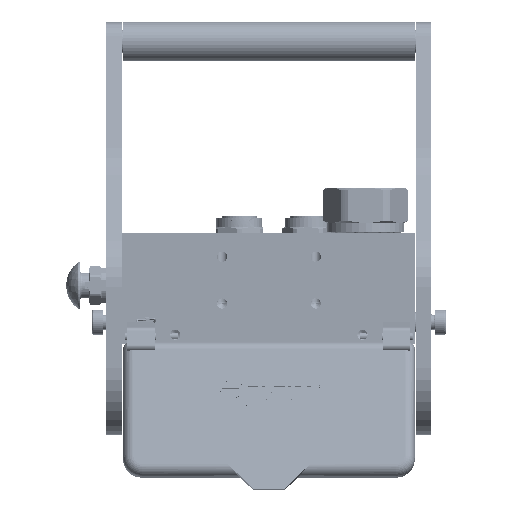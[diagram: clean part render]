
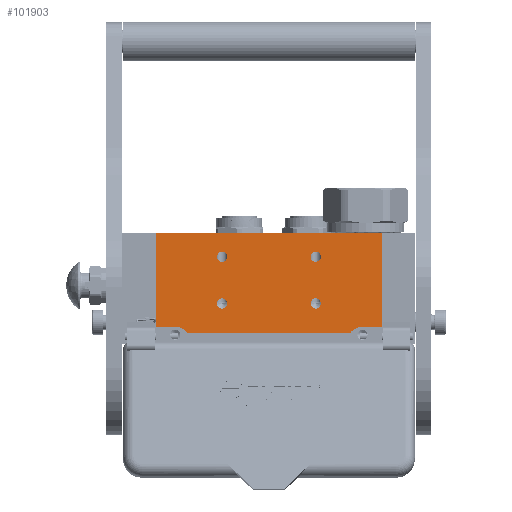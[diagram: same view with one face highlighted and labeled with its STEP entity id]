
A CAD part, left-side view. The second image highlights one B-rep face of the part: STEP entity #101903.
In plain terms, the highlighted face is planar.
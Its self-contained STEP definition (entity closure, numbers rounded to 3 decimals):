
#947 = EDGE_CURVE ( 'NONE', #51191, #122521, #60665, .T. ) ;
#1957 = DIRECTION ( 'NONE',  ( -1., 0., 0. ) ) ;
#2043 = CARTESIAN_POINT ( 'NONE',  ( 64., 15., -108. ) ) ;
#2046 = DIRECTION ( 'NONE',  ( 0., 1., 0. ) ) ;
#4161 = EDGE_CURVE ( 'NONE', #88356, #85856, #143253, .T. ) ;
#4528 = DIRECTION ( 'NONE',  ( -1., 0., 0. ) ) ;
#4945 = DIRECTION ( 'NONE',  ( 0., 1., 0. ) ) ;
#6366 = AXIS2_PLACEMENT_3D ( 'NONE', #93358, #48975, #27221 ) ;
#10503 = VERTEX_POINT ( 'NONE', #104505 ) ;
#10785 = EDGE_CURVE ( 'NONE', #108954, #49118, #24673, .T. ) ;
#12209 = VERTEX_POINT ( 'NONE', #78216 ) ;
#13300 = EDGE_CURVE ( 'NONE', #101171, #12209, #138227, .T. ) ;
#13746 = CARTESIAN_POINT ( 'NONE',  ( 166.7, 60., -108. ) ) ;
#14403 = FACE_BOUND ( 'NONE', #72637, .T. ) ;
#14796 = CIRCLE ( 'NONE', #99864, 3.3 ) ;
#15458 = CARTESIAN_POINT ( 'NONE',  ( 34., 60., -108. ) ) ;
#16537 = AXIS2_PLACEMENT_3D ( 'NONE', #95187, #29495, #129054 ) ;
#16902 = LINE ( 'NONE', #55522, #20407 ) ;
#17452 = VECTOR ( 'NONE', #120089, 1000. ) ;
#17662 = DIRECTION ( 'NONE',  ( 0., -1., 0. ) ) ;
#18438 = VERTEX_POINT ( 'NONE', #25699 ) ;
#19188 = CARTESIAN_POINT ( 'NONE',  ( 64., 18.3, -108. ) ) ;
#20063 = VERTEX_POINT ( 'NONE', #97257 ) ;
#20407 = VECTOR ( 'NONE', #23130, 1000. ) ;
#21183 = CARTESIAN_POINT ( 'NONE',  ( 124., 45., -108. ) ) ;
#21324 = CARTESIAN_POINT ( 'NONE',  ( 124., 11.7, -108. ) ) ;
#21778 = CARTESIAN_POINT ( 'NONE',  ( 145.854, 64.2, -108. ) ) ;
#22796 = CIRCLE ( 'NONE', #34867, 3.3 ) ;
#23130 = DIRECTION ( 'NONE',  ( 1., 0., 0. ) ) ;
#23946 = CARTESIAN_POINT ( 'NONE',  ( 124., 41.7, -108. ) ) ;
#24673 = CIRCLE ( 'NONE', #94482, 3.3 ) ;
#25699 = CARTESIAN_POINT ( 'NONE',  ( 64., 48.3, -108. ) ) ;
#26049 = CARTESIAN_POINT ( 'NONE',  ( 21.3, 0., -108. ) ) ;
#27221 = DIRECTION ( 'NONE',  ( 0.815, -0.58, 0. ) ) ;
#29495 = DIRECTION ( 'NONE',  ( 0., 0., -1. ) ) ;
#30105 = DIRECTION ( 'NONE',  ( 0., 0., -1. ) ) ;
#31530 = CARTESIAN_POINT ( 'NONE',  ( 124., 15., -108. ) ) ;
#32945 = CARTESIAN_POINT ( 'NONE',  ( 166.7, 60., -108. ) ) ;
#34867 = AXIS2_PLACEMENT_3D ( 'NONE', #21183, #44319, #100325 ) ;
#36326 = VERTEX_POINT ( 'NONE', #21778 ) ;
#37190 = EDGE_CURVE ( 'NONE', #12209, #36326, #44410, .T. ) ;
#38109 = ORIENTED_EDGE ( 'NONE', *, *, #133183, .F. ) ;
#38466 = ORIENTED_EDGE ( 'NONE', *, *, #42269, .T. ) ;
#39068 = EDGE_LOOP ( 'NONE', ( #38109, #84834 ) ) ;
#42269 = EDGE_CURVE ( 'NONE', #77244, #121386, #16902, .T. ) ;
#44319 = DIRECTION ( 'NONE',  ( 0., 0., -1. ) ) ;
#44410 = CIRCLE ( 'NONE', #51663, 10. ) ;
#45260 = AXIS2_PLACEMENT_3D ( 'NONE', #45556, #68294, #2046 ) ;
#45412 = FACE_BOUND ( 'NONE', #112330, .T. ) ;
#45556 = CARTESIAN_POINT ( 'NONE',  ( 124., 15., -108. ) ) ;
#45998 = EDGE_CURVE ( 'NONE', #20063, #121386, #107551, .T. ) ;
#46511 = DIRECTION ( 'NONE',  ( 0., 0., -1. ) ) ;
#46889 = PLANE ( 'NONE',  #71814 ) ;
#47215 = FACE_OUTER_BOUND ( 'NONE', #62871, .T. ) ;
#48902 = DIRECTION ( 'NONE',  ( 0., 0., -1. ) ) ;
#48975 = DIRECTION ( 'NONE',  ( 0., 0., -1. ) ) ;
#49118 = VERTEX_POINT ( 'NONE', #143193 ) ;
#49457 = AXIS2_PLACEMENT_3D ( 'NONE', #119410, #120805, #64865 ) ;
#50078 = CIRCLE ( 'NONE', #45260, 3.3 ) ;
#50981 = CARTESIAN_POINT ( 'NONE',  ( 154., 70., -108. ) ) ;
#51191 = VERTEX_POINT ( 'NONE', #54453 ) ;
#51663 = AXIS2_PLACEMENT_3D ( 'NONE', #50981, #139867, #17662 ) ;
#51730 = ORIENTED_EDGE ( 'NONE', *, *, #122991, .T. ) ;
#52060 = ORIENTED_EDGE ( 'NONE', *, *, #132513, .F. ) ;
#53342 = DIRECTION ( 'NONE',  ( 0., -1., 0. ) ) ;
#54023 = CARTESIAN_POINT ( 'NONE',  ( 166.7, 0., -108. ) ) ;
#54453 = CARTESIAN_POINT ( 'NONE',  ( 166.7, 0., -108. ) ) ;
#55522 = CARTESIAN_POINT ( 'NONE',  ( 21.3, 60., -108. ) ) ;
#60665 = LINE ( 'NONE', #54023, #17452 ) ;
#62871 = EDGE_LOOP ( 'NONE', ( #77303, #90037, #51730, #38466, #112981, #103504, #134436, #63713 ) ) ;
#63713 = ORIENTED_EDGE ( 'NONE', *, *, #13300, .F. ) ;
#64031 = ORIENTED_EDGE ( 'NONE', *, *, #121613, .F. ) ;
#64865 = DIRECTION ( 'NONE',  ( 0., 1., 0. ) ) ;
#65107 = DIRECTION ( 'NONE',  ( 0., 1., 0. ) ) ;
#65171 = VECTOR ( 'NONE', #99989, 1000. ) ;
#66226 = CARTESIAN_POINT ( 'NONE',  ( 166.7, 0., -108. ) ) ;
#66541 = CARTESIAN_POINT ( 'NONE',  ( 21.3, 0., -108. ) ) ;
#68294 = DIRECTION ( 'NONE',  ( 0., 0., -1. ) ) ;
#70524 = VECTOR ( 'NONE', #4528, 1000. ) ;
#71352 = FACE_BOUND ( 'NONE', #39068, .T. ) ;
#71814 = AXIS2_PLACEMENT_3D ( 'NONE', #101006, #113015, #1957 ) ;
#71927 = DIRECTION ( 'NONE',  ( 0., -1., 0. ) ) ;
#72637 = EDGE_LOOP ( 'NONE', ( #79278, #85759 ) ) ;
#74217 = VECTOR ( 'NONE', #121810, 1000. ) ;
#77244 = VERTEX_POINT ( 'NONE', #121720 ) ;
#77303 = ORIENTED_EDGE ( 'NONE', *, *, #82467, .F. ) ;
#77973 = DIRECTION ( 'NONE',  ( 0., -1., 0. ) ) ;
#78006 = LINE ( 'NONE', #66541, #141855 ) ;
#78216 = CARTESIAN_POINT ( 'NONE',  ( 154., 60., -108. ) ) ;
#79250 = EDGE_LOOP ( 'NONE', ( #80584, #64031 ) ) ;
#79278 = ORIENTED_EDGE ( 'NONE', *, *, #10785, .F. ) ;
#79882 = EDGE_CURVE ( 'NONE', #135643, #10503, #104489, .T. ) ;
#80584 = ORIENTED_EDGE ( 'NONE', *, *, #79882, .F. ) ;
#82467 = EDGE_CURVE ( 'NONE', #51191, #101171, #103095, .T. ) ;
#83946 = CIRCLE ( 'NONE', #108844, 3.3 ) ;
#84834 = ORIENTED_EDGE ( 'NONE', *, *, #110503, .F. ) ;
#85759 = ORIENTED_EDGE ( 'NONE', *, *, #123757, .F. ) ;
#85856 = VERTEX_POINT ( 'NONE', #121583 ) ;
#88356 = VERTEX_POINT ( 'NONE', #19188 ) ;
#89099 = CARTESIAN_POINT ( 'NONE',  ( 145.854, 64.2, -108. ) ) ;
#90037 = ORIENTED_EDGE ( 'NONE', *, *, #947, .T. ) ;
#93358 = CARTESIAN_POINT ( 'NONE',  ( 34., 70., -108. ) ) ;
#94482 = AXIS2_PLACEMENT_3D ( 'NONE', #31530, #30105, #53342 ) ;
#95029 = DIRECTION ( 'NONE',  ( 0., 0., -1. ) ) ;
#95187 = CARTESIAN_POINT ( 'NONE',  ( 124., 45., -108. ) ) ;
#95890 = CIRCLE ( 'NONE', #106400, 3.3 ) ;
#95965 = EDGE_CURVE ( 'NONE', #36326, #20063, #108445, .T. ) ;
#96931 = CARTESIAN_POINT ( 'NONE',  ( 64., 41.7, -108. ) ) ;
#97257 = CARTESIAN_POINT ( 'NONE',  ( 42.146, 64.2, -108. ) ) ;
#97262 = VERTEX_POINT ( 'NONE', #96931 ) ;
#99864 = AXIS2_PLACEMENT_3D ( 'NONE', #2043, #46511, #77973 ) ;
#99989 = DIRECTION ( 'NONE',  ( 0., 1., 0. ) ) ;
#100325 = DIRECTION ( 'NONE',  ( 0., 1., 0. ) ) ;
#101006 = CARTESIAN_POINT ( 'NONE',  ( 166.7, 0., -108. ) ) ;
#101171 = VERTEX_POINT ( 'NONE', #13746 ) ;
#101903 = ADVANCED_FACE ( 'NONE', ( #105934, #14403, #71352, #45412, #47215 ), #46889, .T. ) ;
#103095 = LINE ( 'NONE', #66226, #65171 ) ;
#103504 = ORIENTED_EDGE ( 'NONE', *, *, #95965, .F. ) ;
#103940 = CARTESIAN_POINT ( 'NONE',  ( 64., 45., -108. ) ) ;
#104489 = CIRCLE ( 'NONE', #16537, 3.3 ) ;
#104505 = CARTESIAN_POINT ( 'NONE',  ( 124., 48.3, -108. ) ) ;
#105934 = FACE_BOUND ( 'NONE', #79250, .T. ) ;
#106400 = AXIS2_PLACEMENT_3D ( 'NONE', #138085, #95029, #71927 ) ;
#107551 = CIRCLE ( 'NONE', #6366, 10. ) ;
#108445 = LINE ( 'NONE', #89099, #70524 ) ;
#108844 = AXIS2_PLACEMENT_3D ( 'NONE', #103940, #48902, #4945 ) ;
#108954 = VERTEX_POINT ( 'NONE', #21324 ) ;
#110503 = EDGE_CURVE ( 'NONE', #18438, #97262, #83946, .T. ) ;
#112330 = EDGE_LOOP ( 'NONE', ( #52060, #125925 ) ) ;
#112981 = ORIENTED_EDGE ( 'NONE', *, *, #45998, .F. ) ;
#113015 = DIRECTION ( 'NONE',  ( 0., 0., -1. ) ) ;
#119410 = CARTESIAN_POINT ( 'NONE',  ( 64., 15., -108. ) ) ;
#120089 = DIRECTION ( 'NONE',  ( -1., 0., 0. ) ) ;
#120805 = DIRECTION ( 'NONE',  ( 0., 0., -1. ) ) ;
#121386 = VERTEX_POINT ( 'NONE', #15458 ) ;
#121583 = CARTESIAN_POINT ( 'NONE',  ( 64., 11.7, -108. ) ) ;
#121613 = EDGE_CURVE ( 'NONE', #10503, #135643, #22796, .T. ) ;
#121720 = CARTESIAN_POINT ( 'NONE',  ( 21.3, 60., -108. ) ) ;
#121810 = DIRECTION ( 'NONE',  ( -1., 0., 0. ) ) ;
#122521 = VERTEX_POINT ( 'NONE', #26049 ) ;
#122991 = EDGE_CURVE ( 'NONE', #122521, #77244, #78006, .T. ) ;
#123757 = EDGE_CURVE ( 'NONE', #49118, #108954, #50078, .T. ) ;
#125925 = ORIENTED_EDGE ( 'NONE', *, *, #4161, .F. ) ;
#129054 = DIRECTION ( 'NONE',  ( 0., -1., 0. ) ) ;
#132513 = EDGE_CURVE ( 'NONE', #85856, #88356, #14796, .T. ) ;
#133183 = EDGE_CURVE ( 'NONE', #97262, #18438, #95890, .T. ) ;
#134436 = ORIENTED_EDGE ( 'NONE', *, *, #37190, .F. ) ;
#135643 = VERTEX_POINT ( 'NONE', #23946 ) ;
#138085 = CARTESIAN_POINT ( 'NONE',  ( 64., 45., -108. ) ) ;
#138227 = LINE ( 'NONE', #32945, #74217 ) ;
#139867 = DIRECTION ( 'NONE',  ( 0., 0., -1. ) ) ;
#141855 = VECTOR ( 'NONE', #65107, 1000. ) ;
#143193 = CARTESIAN_POINT ( 'NONE',  ( 124., 18.3, -108. ) ) ;
#143253 = CIRCLE ( 'NONE', #49457, 3.3 ) ;
